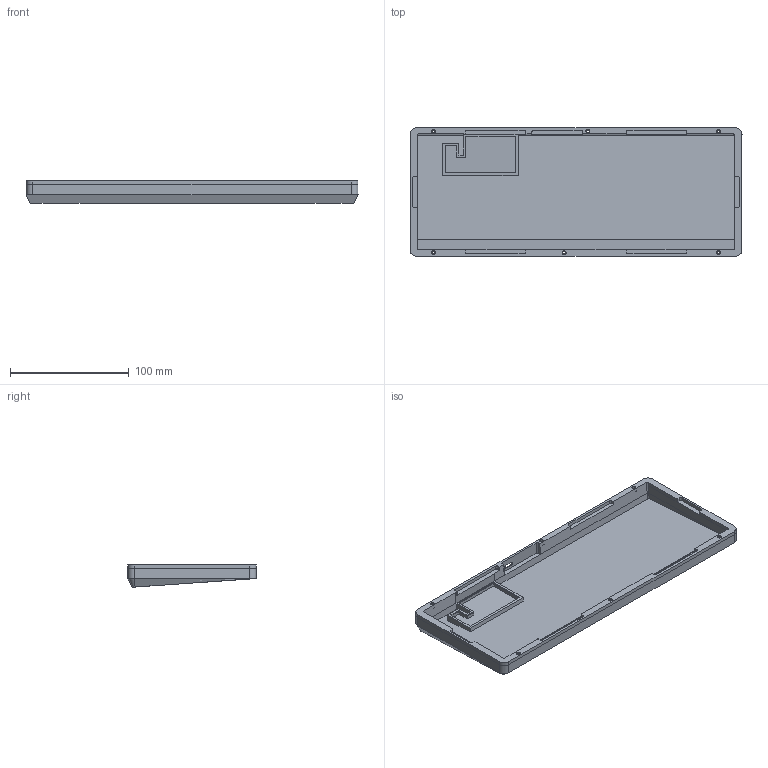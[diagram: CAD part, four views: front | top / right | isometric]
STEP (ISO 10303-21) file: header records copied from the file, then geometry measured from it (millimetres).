
FILE_DESCRIPTION(('FreeCAD Model'),'2;1');
FILE_NAME('Open CASCADE Shape Model','2022-01-21T17:58:58',('Author'),( ''),'Open CASCADE STEP processor 7.5','FreeCAD','Unknown');
FILE_SCHEMA(('AUTOMOTIVE_DESIGN { 1 0 10303 214 1 1 1 1 }'));
Length unit declared in the file: millimetre
Products named in the file (1): CaseBottom
Bounding box: 279.7 x 108.25 x 18.89 mm (x, y, z)
Volume: 112138.8 mm3; surface area: 83249 mm2
Topology: 1 solids, 1 shells, 203 faces, 498 edges, 307 vertices
Faces by surface type: plane 126, cylinder 63, cone 8, bspline 6
Full cylindrical faces by diameter (mm): 2.2 x6, 4.4 x6
Entity records: 12917 total; most frequent: CARTESIAN_POINT 2687, DIRECTION 1966, LINE 1184, VECTOR 1184, ORIENTED_EDGE 992, PCURVE 992, DEFINITIONAL_REPRESENTATION 992, EDGE_CURVE 496
